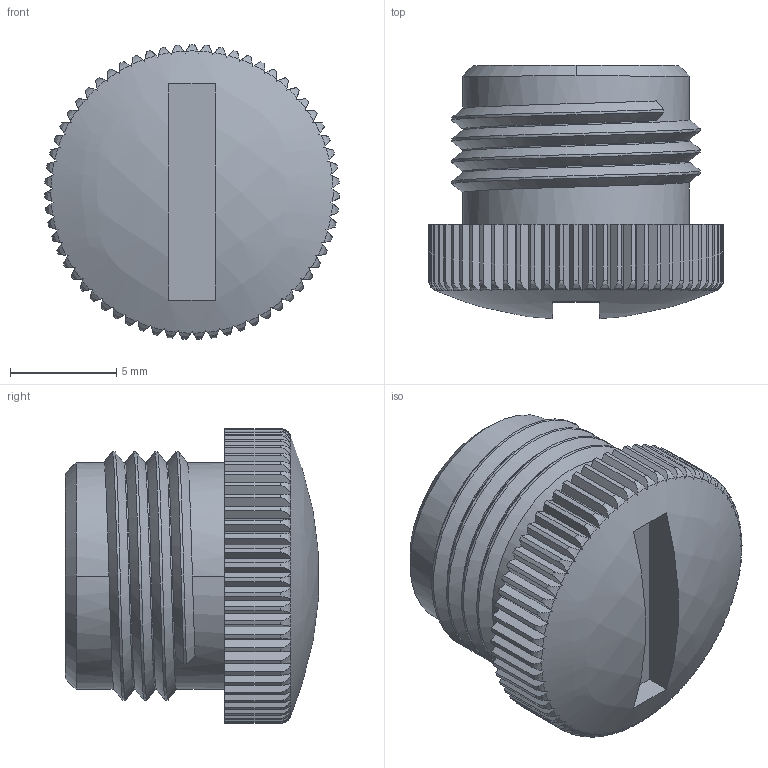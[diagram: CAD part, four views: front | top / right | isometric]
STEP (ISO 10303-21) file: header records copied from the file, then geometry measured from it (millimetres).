
FILE_DESCRIPTION (( 'STEP AP203' ), '1' );
FILE_NAME ('P279-PCsM12x1.0-1.STEP', '2020-03-31T07:27:59', ( 'edpusr' ), ( 'Microsoft' ), 'SwSTEP 2.0', 'SolidWorks 2015', '' );
FILE_SCHEMA (( 'CONFIG_CONTROL_DESIGN' ));
Length unit declared in the file: millimetre
Products named in the file (1): P279-PCsM12x1.0-1
Bounding box: 13.9 x 11.93 x 13.9 mm (x, y, z)
Volume: 697 mm3; surface area: 1096.1 mm2
Topology: 1 solids, 1 shells, 279 faces, 823 edges, 549 vertices
Faces by surface type: plane 136, cylinder 73, bspline 68, cone 2
Entity records: 11105 total; most frequent: CARTESIAN_POINT 4211, ORIENTED_EDGE 1646, DIRECTION 1176, EDGE_CURVE 823, VERTEX_POINT 549, AXIS2_PLACEMENT_3D 416, VECTOR 344, LINE 344
